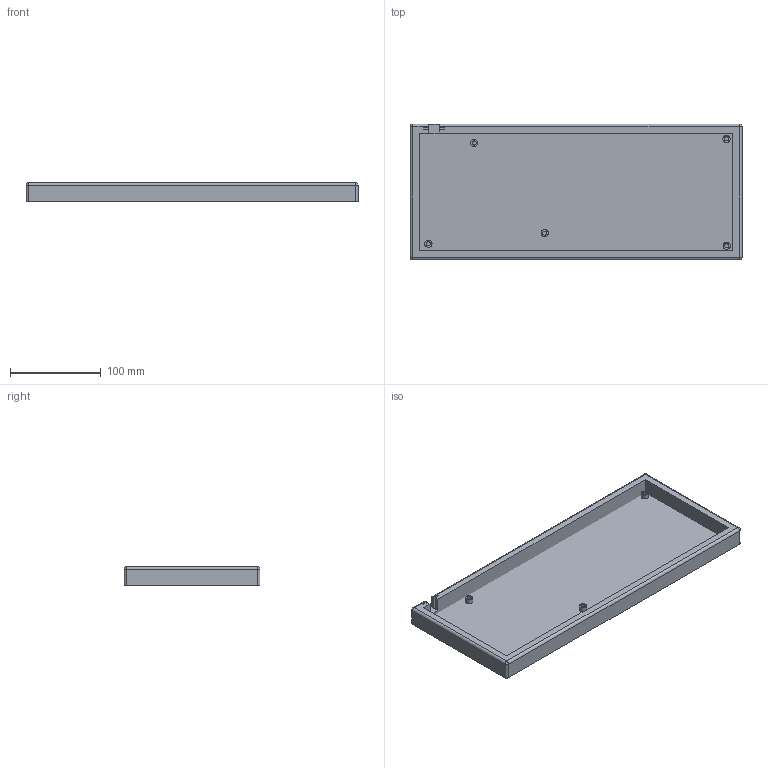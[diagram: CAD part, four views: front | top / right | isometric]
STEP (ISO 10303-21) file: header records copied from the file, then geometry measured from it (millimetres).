
FILE_DESCRIPTION(/* description */ (''),/* implementation_level */ '2;1');
FILE_NAME(/* name */ 'case.step',/* time_stamp */ '2026-01-27T15:58:49Z',/* author */ (''),/* organization */ (''),/* preprocessor_version */ 'ST-DEVELOPER v20.1',/* originating_system */ 'Autodesk Translation Framework v14.21.0.0',/* authorisation */ '');
FILE_SCHEMA (('AUTOMOTIVE_DESIGN { 1 0 10303 214 3 1 1 }'));
Length unit declared in the file: millimetre
Products named in the file (1): case
Bounding box: 366.22 x 149.96 x 21.06 mm (x, y, z)
Volume: 347934.6 mm3; surface area: 165346.8 mm2
Topology: 7 solids, 7 shells, 109 faces, 258 edges, 168 vertices
Faces by surface type: plane 86, cylinder 19, sphere 4
Full cylindrical faces by diameter (mm): 4.6 x5, 8 x5
Entity records: 3145 total; most frequent: CARTESIAN_POINT 536, ORIENTED_EDGE 516, DIRECTION 516, EDGE_CURVE 258, LINE 220, VECTOR 220, VERTEX_POINT 168, AXIS2_PLACEMENT_3D 148
